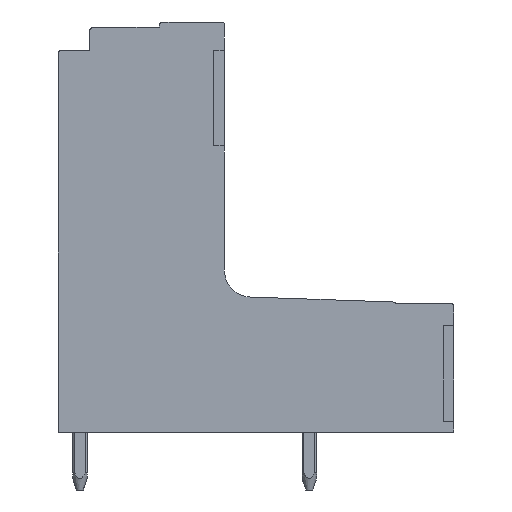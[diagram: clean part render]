
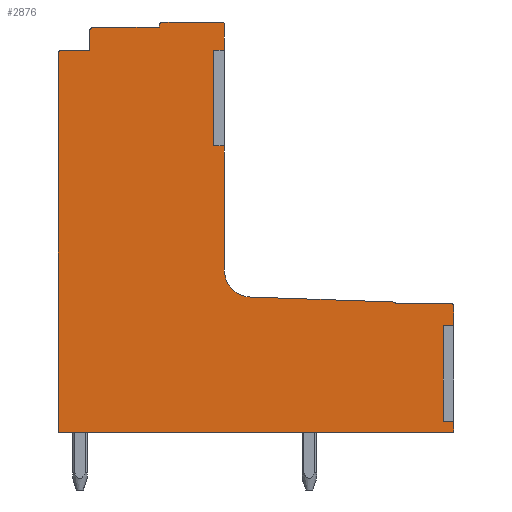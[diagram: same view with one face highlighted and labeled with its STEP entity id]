
A CAD part, left-side view. The second image highlights one B-rep face of the part: STEP entity #2876.
In plain terms, the highlighted planar face has unit normal (-1, 0, 0).
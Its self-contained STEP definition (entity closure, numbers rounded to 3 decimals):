
#2718=AXIS2_PLACEMENT_3D('Circle Axis2P3D',#2716,#2717,$) ;
#2731=AXIS2_PLACEMENT_3D('Plane Axis2P3D',#2728,#2729,#2730) ;
#2742=AXIS2_PLACEMENT_3D('Circle Axis2P3D',#2740,#2741,$) ;
#2756=AXIS2_PLACEMENT_3D('Circle Axis2P3D',#2754,#2755,$) ;
#2770=AXIS2_PLACEMENT_3D('Circle Axis2P3D',#2768,#2769,$) ;
#2782=AXIS2_PLACEMENT_3D('Circle Axis2P3D',#2780,#2781,$) ;
#2803=AXIS2_PLACEMENT_3D('Circle Axis2P3D',#2801,#2802,$) ;
#2824=AXIS2_PLACEMENT_3D('Circle Axis2P3D',#2822,#2823,$) ;
#36=CARTESIAN_POINT('Line Origine',(0.3,0.3,9.1)) ;
#40=CARTESIAN_POINT('Vertex',(0.3,0.,9.1)) ;
#42=CARTESIAN_POINT('Vertex',(0.3,0.6,9.1)) ;
#76=CARTESIAN_POINT('Line Origine',(0.3,0.6,6.45)) ;
#80=CARTESIAN_POINT('Vertex',(0.3,0.6,3.8)) ;
#135=CARTESIAN_POINT('Vertex',(0.3,0.,3.8)) ;
#155=CARTESIAN_POINT('Line Origine',(0.3,0.3,3.8)) ;
#172=CARTESIAN_POINT('Line Origine',(0.3,13.,24.34)) ;
#176=CARTESIAN_POINT('Vertex',(0.3,12.7,24.34)) ;
#178=CARTESIAN_POINT('Vertex',(0.3,13.3,24.34)) ;
#212=CARTESIAN_POINT('Line Origine',(0.3,13.3,21.69)) ;
#216=CARTESIAN_POINT('Vertex',(0.3,13.3,19.04)) ;
#266=CARTESIAN_POINT('Vertex',(0.3,12.7,19.04)) ;
#286=CARTESIAN_POINT('Line Origine',(0.3,13.,19.04)) ;
#977=CARTESIAN_POINT('Vertex',(0.3,12.7,25.8)) ;
#980=CARTESIAN_POINT('Line Origine',(0.3,12.7,25.07)) ;
#985=CARTESIAN_POINT('Line Origine',(0.3,12.7,15.61)) ;
#989=CARTESIAN_POINT('Vertex',(0.3,12.7,12.179)) ;
#2713=CARTESIAN_POINT('Vertex',(0.3,12.8,25.9)) ;
#2716=CARTESIAN_POINT('Axis2P3D Location',(0.3,12.8,25.8)) ;
#2728=CARTESIAN_POINT('Axis2P3D Location',(0.3,0.,0.)) ;
#2733=CARTESIAN_POINT('Line Origine',(0.3,0.,9.65)) ;
#2737=CARTESIAN_POINT('Vertex',(0.3,0.,10.2)) ;
#2740=CARTESIAN_POINT('Axis2P3D Location',(0.3,0.1,10.2)) ;
#2744=CARTESIAN_POINT('Vertex',(0.3,0.1,10.3)) ;
#2747=CARTESIAN_POINT('Line Origine',(0.3,1.65,10.3)) ;
#2751=CARTESIAN_POINT('Vertex',(0.3,3.2,10.3)) ;
#2754=CARTESIAN_POINT('Axis2P3D Location',(0.3,3.406,10.152)) ;
#2758=CARTESIAN_POINT('Vertex',(0.3,3.397,10.406)) ;
#2761=CARTESIAN_POINT('Line Origine',(0.3,7.325,10.543)) ;
#2765=CARTESIAN_POINT('Vertex',(0.3,11.252,10.68)) ;
#2768=CARTESIAN_POINT('Axis2P3D Location',(0.3,11.2,12.179)) ;
#2773=CARTESIAN_POINT('Line Origine',(0.3,14.45,25.9)) ;
#2777=CARTESIAN_POINT('Vertex',(0.3,16.1,25.9)) ;
#2780=CARTESIAN_POINT('Axis2P3D Location',(0.3,16.1,25.7)) ;
#2784=CARTESIAN_POINT('Vertex',(0.3,16.3,25.7)) ;
#2787=CARTESIAN_POINT('Line Origine',(0.3,16.3,25.65)) ;
#2791=CARTESIAN_POINT('Vertex',(0.3,16.3,25.6)) ;
#2794=CARTESIAN_POINT('Line Origine',(0.3,18.125,25.6)) ;
#2798=CARTESIAN_POINT('Vertex',(0.3,19.95,25.6)) ;
#2801=CARTESIAN_POINT('Axis2P3D Location',(0.3,19.95,25.4)) ;
#2805=CARTESIAN_POINT('Vertex',(0.3,20.15,25.4)) ;
#2808=CARTESIAN_POINT('Line Origine',(0.3,20.15,24.87)) ;
#2812=CARTESIAN_POINT('Vertex',(0.3,20.15,24.34)) ;
#2815=CARTESIAN_POINT('Line Origine',(0.3,20.925,24.34)) ;
#2819=CARTESIAN_POINT('Vertex',(0.3,21.7,24.34)) ;
#2822=CARTESIAN_POINT('Axis2P3D Location',(0.3,21.7,24.14)) ;
#2826=CARTESIAN_POINT('Vertex',(0.3,21.9,24.14)) ;
#2829=CARTESIAN_POINT('Line Origine',(0.3,21.9,13.67)) ;
#2833=CARTESIAN_POINT('Vertex',(0.3,21.9,3.2)) ;
#2836=CARTESIAN_POINT('Line Origine',(0.3,10.95,3.2)) ;
#2840=CARTESIAN_POINT('Vertex',(0.3,0.,3.2)) ;
#2843=CARTESIAN_POINT('Line Origine',(0.3,0.,3.5)) ;
#37=DIRECTION('Vector Direction',(0.,-1.,0.)) ;
#77=DIRECTION('Vector Direction',(0.,0.,1.)) ;
#156=DIRECTION('Vector Direction',(0.,1.,0.)) ;
#173=DIRECTION('Vector Direction',(0.,-1.,0.)) ;
#213=DIRECTION('Vector Direction',(0.,0.,1.)) ;
#287=DIRECTION('Vector Direction',(0.,1.,0.)) ;
#981=DIRECTION('Vector Direction',(0.,0.,-1.)) ;
#986=DIRECTION('Vector Direction',(0.,0.,-1.)) ;
#2717=DIRECTION('Axis2P3D Direction',(-1.,0.,0.)) ;
#2729=DIRECTION('Axis2P3D Direction',(-1.,0.,0.)) ;
#2730=DIRECTION('Axis2P3D XDirection',(0.,0.,1.)) ;
#2734=DIRECTION('Vector Direction',(0.,0.,-1.)) ;
#2741=DIRECTION('Axis2P3D Direction',(-1.,0.,0.)) ;
#2748=DIRECTION('Vector Direction',(0.,-1.,0.)) ;
#2755=DIRECTION('Axis2P3D Direction',(-1.,0.,0.)) ;
#2762=DIRECTION('Vector Direction',(0.,-0.999,-0.035)) ;
#2769=DIRECTION('Axis2P3D Direction',(-1.,0.,0.)) ;
#2774=DIRECTION('Vector Direction',(0.,-1.,0.)) ;
#2781=DIRECTION('Axis2P3D Direction',(-1.,0.,0.)) ;
#2788=DIRECTION('Vector Direction',(0.,0.,1.)) ;
#2795=DIRECTION('Vector Direction',(0.,-1.,0.)) ;
#2802=DIRECTION('Axis2P3D Direction',(-1.,0.,0.)) ;
#2809=DIRECTION('Vector Direction',(0.,0.,1.)) ;
#2816=DIRECTION('Vector Direction',(0.,-1.,0.)) ;
#2823=DIRECTION('Axis2P3D Direction',(-1.,0.,0.)) ;
#2830=DIRECTION('Vector Direction',(0.,0.,1.)) ;
#2837=DIRECTION('Vector Direction',(0.,1.,0.)) ;
#2844=DIRECTION('Vector Direction',(0.,0.,-1.)) ;
#38=VECTOR('Line Direction',#37,1.) ;
#78=VECTOR('Line Direction',#77,1.) ;
#157=VECTOR('Line Direction',#156,1.) ;
#174=VECTOR('Line Direction',#173,1.) ;
#214=VECTOR('Line Direction',#213,1.) ;
#288=VECTOR('Line Direction',#287,1.) ;
#982=VECTOR('Line Direction',#981,1.) ;
#987=VECTOR('Line Direction',#986,1.) ;
#2735=VECTOR('Line Direction',#2734,1.) ;
#2749=VECTOR('Line Direction',#2748,1.) ;
#2763=VECTOR('Line Direction',#2762,1.) ;
#2775=VECTOR('Line Direction',#2774,1.) ;
#2789=VECTOR('Line Direction',#2788,1.) ;
#2796=VECTOR('Line Direction',#2795,1.) ;
#2810=VECTOR('Line Direction',#2809,1.) ;
#2817=VECTOR('Line Direction',#2816,1.) ;
#2831=VECTOR('Line Direction',#2830,1.) ;
#2838=VECTOR('Line Direction',#2837,1.) ;
#2845=VECTOR('Line Direction',#2844,1.) ;
#2849=ORIENTED_EDGE('',*,*,#2739,.T.) ;
#2850=ORIENTED_EDGE('',*,*,#2746,.T.) ;
#2851=ORIENTED_EDGE('',*,*,#2753,.T.) ;
#2852=ORIENTED_EDGE('',*,*,#2760,.T.) ;
#2853=ORIENTED_EDGE('',*,*,#2767,.T.) ;
#2854=ORIENTED_EDGE('',*,*,#2772,.T.) ;
#2855=ORIENTED_EDGE('',*,*,#991,.T.) ;
#2856=ORIENTED_EDGE('',*,*,#290,.F.) ;
#2857=ORIENTED_EDGE('',*,*,#218,.F.) ;
#2858=ORIENTED_EDGE('',*,*,#180,.F.) ;
#2859=ORIENTED_EDGE('',*,*,#984,.T.) ;
#2860=ORIENTED_EDGE('',*,*,#2720,.T.) ;
#2861=ORIENTED_EDGE('',*,*,#2779,.T.) ;
#2862=ORIENTED_EDGE('',*,*,#2786,.T.) ;
#2863=ORIENTED_EDGE('',*,*,#2793,.T.) ;
#2864=ORIENTED_EDGE('',*,*,#2800,.T.) ;
#2865=ORIENTED_EDGE('',*,*,#2807,.T.) ;
#2866=ORIENTED_EDGE('',*,*,#2814,.T.) ;
#2867=ORIENTED_EDGE('',*,*,#2821,.T.) ;
#2868=ORIENTED_EDGE('',*,*,#2828,.T.) ;
#2869=ORIENTED_EDGE('',*,*,#2835,.T.) ;
#2870=ORIENTED_EDGE('',*,*,#2842,.T.) ;
#2871=ORIENTED_EDGE('',*,*,#2847,.T.) ;
#2872=ORIENTED_EDGE('',*,*,#159,.F.) ;
#2873=ORIENTED_EDGE('',*,*,#82,.F.) ;
#2874=ORIENTED_EDGE('',*,*,#44,.F.) ;
#2876=ADVANCED_FACE('HOUSING',(#2875),#2732,.T.) ;
#2719=CIRCLE('generated circle',#2718,0.1) ;
#2743=CIRCLE('generated circle',#2742,0.1) ;
#2757=CIRCLE('generated circle',#2756,0.253) ;
#2771=CIRCLE('generated circle',#2770,1.5) ;
#2783=CIRCLE('generated circle',#2782,0.2) ;
#2804=CIRCLE('generated circle',#2803,0.2) ;
#2825=CIRCLE('generated circle',#2824,0.2) ;
#44=EDGE_CURVE('',#41,#43,#39,.F.) ;
#82=EDGE_CURVE('',#43,#81,#79,.F.) ;
#159=EDGE_CURVE('',#81,#136,#158,.F.) ;
#180=EDGE_CURVE('',#177,#179,#175,.F.) ;
#218=EDGE_CURVE('',#179,#217,#215,.F.) ;
#290=EDGE_CURVE('',#217,#267,#289,.F.) ;
#984=EDGE_CURVE('',#177,#978,#983,.F.) ;
#991=EDGE_CURVE('',#990,#267,#988,.F.) ;
#2720=EDGE_CURVE('',#978,#2714,#2719,.T.) ;
#2739=EDGE_CURVE('',#41,#2738,#2736,.F.) ;
#2746=EDGE_CURVE('',#2738,#2745,#2743,.T.) ;
#2753=EDGE_CURVE('',#2745,#2752,#2750,.F.) ;
#2760=EDGE_CURVE('',#2752,#2759,#2757,.T.) ;
#2767=EDGE_CURVE('',#2759,#2766,#2764,.F.) ;
#2772=EDGE_CURVE('',#2766,#990,#2771,.F.) ;
#2779=EDGE_CURVE('',#2714,#2778,#2776,.F.) ;
#2786=EDGE_CURVE('',#2778,#2785,#2783,.T.) ;
#2793=EDGE_CURVE('',#2785,#2792,#2790,.F.) ;
#2800=EDGE_CURVE('',#2792,#2799,#2797,.F.) ;
#2807=EDGE_CURVE('',#2799,#2806,#2804,.T.) ;
#2814=EDGE_CURVE('',#2806,#2813,#2811,.F.) ;
#2821=EDGE_CURVE('',#2813,#2820,#2818,.F.) ;
#2828=EDGE_CURVE('',#2820,#2827,#2825,.T.) ;
#2835=EDGE_CURVE('',#2827,#2834,#2832,.F.) ;
#2842=EDGE_CURVE('',#2834,#2841,#2839,.F.) ;
#2847=EDGE_CURVE('',#2841,#136,#2846,.F.) ;
#2848=EDGE_LOOP('',(#2849,#2850,#2851,#2852,#2853,#2854,#2855,#2856,#2857,#2858,#2859,#2860,#2861,#2862,#2863,#2864,#2865,#2866,#2867,#2868,#2869,#2870,#2871,#2872,#2873,#2874)) ;
#2875=FACE_OUTER_BOUND('',#2848,.T.) ;
#39=LINE('Line',#36,#38) ;
#79=LINE('Line',#76,#78) ;
#158=LINE('Line',#155,#157) ;
#175=LINE('Line',#172,#174) ;
#215=LINE('Line',#212,#214) ;
#289=LINE('Line',#286,#288) ;
#983=LINE('Line',#980,#982) ;
#988=LINE('Line',#985,#987) ;
#2736=LINE('Line',#2733,#2735) ;
#2750=LINE('Line',#2747,#2749) ;
#2764=LINE('Line',#2761,#2763) ;
#2776=LINE('Line',#2773,#2775) ;
#2790=LINE('Line',#2787,#2789) ;
#2797=LINE('Line',#2794,#2796) ;
#2811=LINE('Line',#2808,#2810) ;
#2818=LINE('Line',#2815,#2817) ;
#2832=LINE('Line',#2829,#2831) ;
#2839=LINE('Line',#2836,#2838) ;
#2846=LINE('Line',#2843,#2845) ;
#2732=PLANE('',#2731) ;
#41=VERTEX_POINT('',#40) ;
#43=VERTEX_POINT('',#42) ;
#81=VERTEX_POINT('',#80) ;
#136=VERTEX_POINT('',#135) ;
#177=VERTEX_POINT('',#176) ;
#179=VERTEX_POINT('',#178) ;
#217=VERTEX_POINT('',#216) ;
#267=VERTEX_POINT('',#266) ;
#978=VERTEX_POINT('',#977) ;
#990=VERTEX_POINT('',#989) ;
#2714=VERTEX_POINT('',#2713) ;
#2738=VERTEX_POINT('',#2737) ;
#2745=VERTEX_POINT('',#2744) ;
#2752=VERTEX_POINT('',#2751) ;
#2759=VERTEX_POINT('',#2758) ;
#2766=VERTEX_POINT('',#2765) ;
#2778=VERTEX_POINT('',#2777) ;
#2785=VERTEX_POINT('',#2784) ;
#2792=VERTEX_POINT('',#2791) ;
#2799=VERTEX_POINT('',#2798) ;
#2806=VERTEX_POINT('',#2805) ;
#2813=VERTEX_POINT('',#2812) ;
#2820=VERTEX_POINT('',#2819) ;
#2827=VERTEX_POINT('',#2826) ;
#2834=VERTEX_POINT('',#2833) ;
#2841=VERTEX_POINT('',#2840) ;
